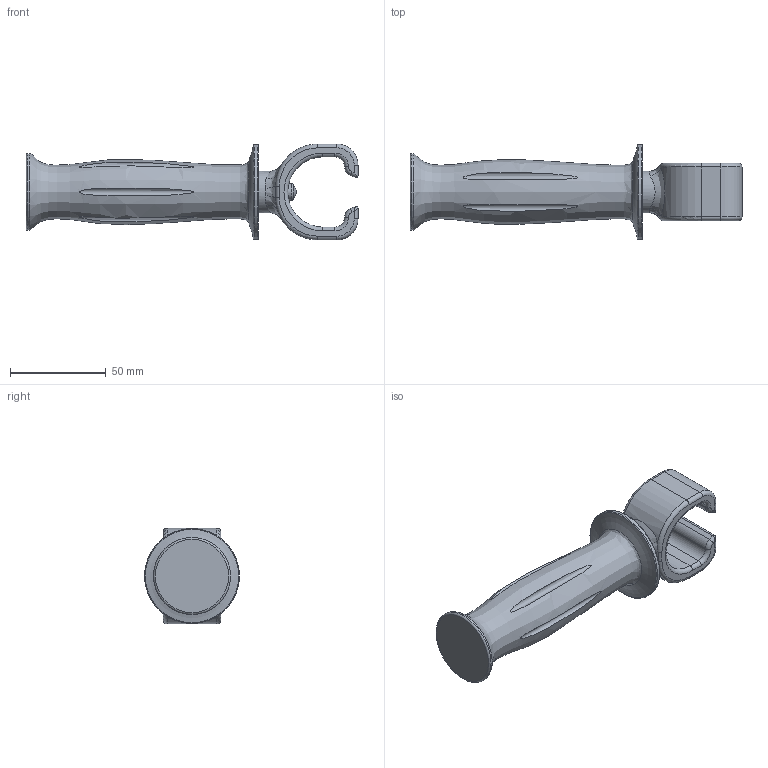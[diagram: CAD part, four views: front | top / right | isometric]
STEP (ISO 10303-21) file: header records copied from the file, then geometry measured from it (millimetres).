
FILE_DESCRIPTION(/* description */ ('Unknown'),/* implementation_level */ '2;1');
FILE_NAME(/* name */ '200009700',/* time_stamp */ '2020-03-27T10:27:13+01:00',/* author */ ('Unknown'),/* organization */ ('Unknown'),/* preprocessor_version */ 'ST-DEVELOPER v16.7',/* originating_system */ 'DEX',/* authorisation */ $);
FILE_SCHEMA (('AUTOMOTIVE_DESIGN {1 0 10303 214 3 1 1}'));
Length unit declared in the file: millimetre
Products named in the file (1): Part2
Bounding box: 173 x 49.5 x 50 mm (x, y, z)
Volume: 123585.4 mm3; surface area: 25966.3 mm2
Topology: 2 solids, 2 shells, 90 faces, 197 edges, 117 vertices
Faces by surface type: cylinder 39, torus 24, plane 14, bspline 11, sphere 1, cone 1
Full cylindrical faces by diameter (mm): 8.6 x1, 8.917 x1, 21.8 x1, 49.5 x1
Entity records: 4145 total; most frequent: CARTESIAN_POINT 1736, DIRECTION 408, ORIENTED_EDGE 354, AXIS2_PLACEMENT_3D 178, EDGE_CURVE 177, VERTEX_POINT 111, EDGE_LOOP 110, FACE_BOUND 110
